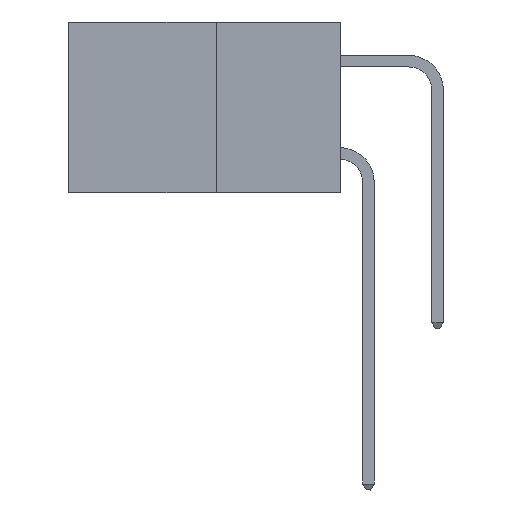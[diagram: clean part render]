
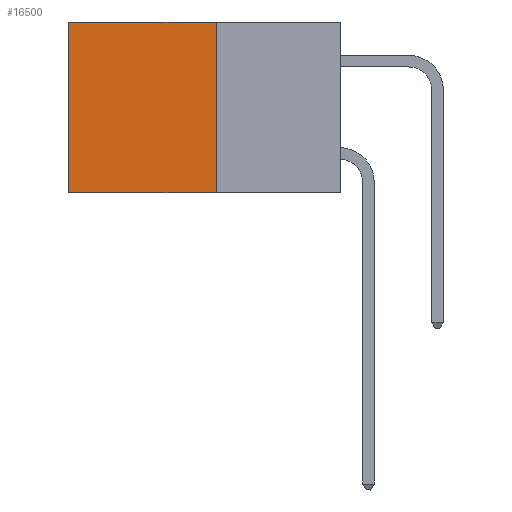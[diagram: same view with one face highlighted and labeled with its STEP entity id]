
A CAD part, left-side view. The second image highlights one B-rep face of the part: STEP entity #16500.
In plain terms, the highlighted planar face has unit normal (-1, 0, 0).
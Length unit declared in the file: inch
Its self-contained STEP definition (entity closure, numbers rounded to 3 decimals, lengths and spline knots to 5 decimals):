
#23 = VERTEX_POINT ( 'NONE', #22947 ) ;
#495 = VECTOR ( 'NONE', #18913, 39.37008 ) ;
#2982 = DIRECTION ( 'NONE',  ( 0., 0., -1. ) ) ;
#4149 = AXIS2_PLACEMENT_3D ( 'NONE', #4233, #10578, #25173 ) ;
#4233 = CARTESIAN_POINT ( 'NONE',  ( 0.277, 0.27, -0.37 ) ) ;
#4302 = ORIENTED_EDGE ( 'NONE', *, *, #5657, .F. ) ;
#4833 = LINE ( 'NONE', #21796, #27014 ) ;
#5657 = EDGE_CURVE ( 'NONE', #21337, #20335, #13200, .T. ) ;
#6206 = LINE ( 'NONE', #24494, #495 ) ;
#6606 = EDGE_CURVE ( 'NONE', #20335, #23, #6206, .T. ) ;
#7262 = DIRECTION ( 'NONE',  ( 0., 0., -1. ) ) ;
#8260 = VECTOR ( 'NONE', #2982, 39.37008 ) ;
#9209 = DIRECTION ( 'NONE',  ( 0., 1., 0. ) ) ;
#10578 = DIRECTION ( 'NONE',  ( 1., 0., 0. ) ) ;
#11636 = ORIENTED_EDGE ( 'NONE', *, *, #22464, .T. ) ;
#12724 = FACE_OUTER_BOUND ( 'NONE', #17822, .T. ) ;
#12825 = ORIENTED_EDGE ( 'NONE', *, *, #19738, .T. ) ;
#13200 = LINE ( 'NONE', #26547, #8260 ) ;
#14053 = ORIENTED_EDGE ( 'NONE', *, *, #6606, .F. ) ;
#14943 = CARTESIAN_POINT ( 'NONE',  ( 0.277, 0.27, -0.37 ) ) ;
#15173 = VERTEX_POINT ( 'NONE', #24775 ) ;
#16500 = ADVANCED_FACE ( 'NONE', ( #12724 ), #23119, .F. ) ;
#17822 = EDGE_LOOP ( 'NONE', ( #12825, #14053, #4302, #11636 ) ) ;
#18913 = DIRECTION ( 'NONE',  ( 0., 1., 0. ) ) ;
#19738 = EDGE_CURVE ( 'NONE', #15173, #23, #21711, .T. ) ;
#20293 = CARTESIAN_POINT ( 'NONE',  ( 0.277, 0.27, 0. ) ) ;
#20335 = VERTEX_POINT ( 'NONE', #14943 ) ;
#21337 = VERTEX_POINT ( 'NONE', #20293 ) ;
#21711 = LINE ( 'NONE', #21952, #25862 ) ;
#21796 = CARTESIAN_POINT ( 'NONE',  ( 0.277, 0.27, 0. ) ) ;
#21952 = CARTESIAN_POINT ( 'NONE',  ( 0.277, 0.59, -0.37 ) ) ;
#22464 = EDGE_CURVE ( 'NONE', #21337, #15173, #4833, .T. ) ;
#22947 = CARTESIAN_POINT ( 'NONE',  ( 0.277, 0.59, -0.37 ) ) ;
#23119 = PLANE ( 'NONE',  #4149 ) ;
#24494 = CARTESIAN_POINT ( 'NONE',  ( 0.277, 0.27, -0.37 ) ) ;
#24775 = CARTESIAN_POINT ( 'NONE',  ( 0.277, 0.59, 0. ) ) ;
#25173 = DIRECTION ( 'NONE',  ( 0., 0., -1. ) ) ;
#25862 = VECTOR ( 'NONE', #7262, 39.37008 ) ;
#26547 = CARTESIAN_POINT ( 'NONE',  ( 0.277, 0.27, -0.37 ) ) ;
#27014 = VECTOR ( 'NONE', #9209, 39.37008 ) ;
